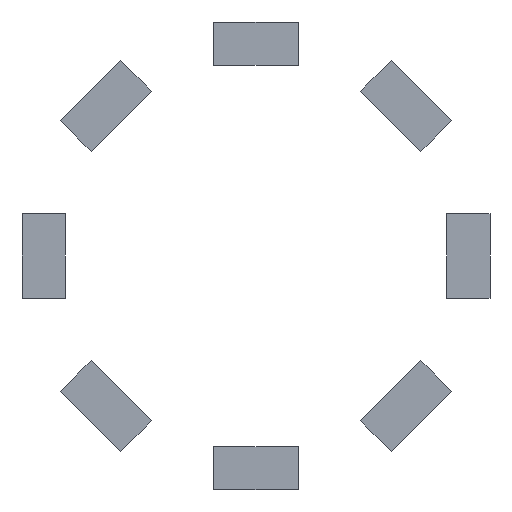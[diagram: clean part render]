
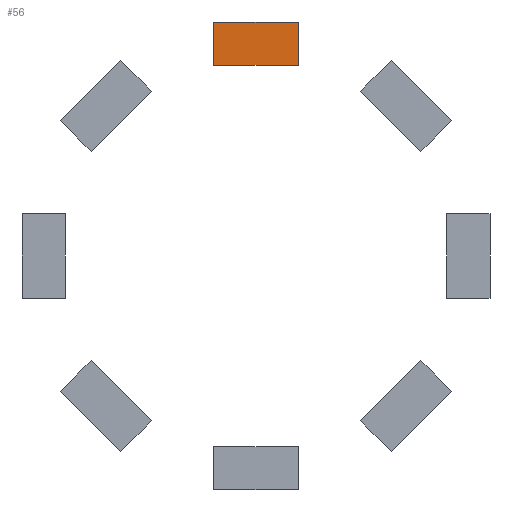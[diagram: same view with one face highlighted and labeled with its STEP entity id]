
A CAD part, top view. The second image highlights one B-rep face of the part: STEP entity #56.
In plain terms, the highlighted free-form (B-spline) face has degree [3, 3] with [4, 4] control points.
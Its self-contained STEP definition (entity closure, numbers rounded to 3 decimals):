
#56 = ADVANCED_FACE('',(#57),#71,.T.);
#57 = FACE_BOUND('',#58,.F.);
#58 = EDGE_LOOP('',(#59,#93,#112,#130));
#59 = ORIENTED_EDGE('',*,*,#60,.T.);
#60 = EDGE_CURVE('',#61,#63,#65,.T.);
#61 = VERTEX_POINT('',#62);
#62 = CARTESIAN_POINT('',(-0.196,1.08,0.));
#63 = VERTEX_POINT('',#64);
#64 = CARTESIAN_POINT('',(0.196,1.08,0.));
#65 = SURFACE_CURVE('',#66,(#70),.PCURVE_S1.);
#66 = LINE('',#67,#68);
#67 = CARTESIAN_POINT('',(-0.196,1.08,0.));
#68 = VECTOR('',#69,1.);
#69 = DIRECTION('',(1.,0.,0.));
#70 = PCURVE('',#71,#88);
#71 = B_SPLINE_SURFACE_WITH_KNOTS('',3,3,(
    (#72,#73,#74,#75)
    ,(#76,#77,#78,#79)
    ,(#80,#81,#82,#83)
    ,(#84,#85,#86,#87
    )),.UNSPECIFIED.,.F.,.F.,.F.,(4,4),(4,4),(-0.216,0.216),(-0.11,
    0.11),.PIECEWISE_BEZIER_KNOTS.);
#72 = CARTESIAN_POINT('',(-0.216,0.87,0.));
#73 = CARTESIAN_POINT('',(-0.216,0.943,0.));
#74 = CARTESIAN_POINT('',(-0.216,1.017,0.));
#75 = CARTESIAN_POINT('',(-0.216,1.09,0.));
#76 = CARTESIAN_POINT('',(-0.072,0.87,0.));
#77 = CARTESIAN_POINT('',(-0.072,0.943,0.));
#78 = CARTESIAN_POINT('',(-0.072,1.017,0.));
#79 = CARTESIAN_POINT('',(-0.072,1.09,0.));
#80 = CARTESIAN_POINT('',(0.072,0.87,0.));
#81 = CARTESIAN_POINT('',(0.072,0.943,0.));
#82 = CARTESIAN_POINT('',(0.072,1.017,0.));
#83 = CARTESIAN_POINT('',(0.072,1.09,0.));
#84 = CARTESIAN_POINT('',(0.216,0.87,0.));
#85 = CARTESIAN_POINT('',(0.216,0.943,0.));
#86 = CARTESIAN_POINT('',(0.216,1.017,0.));
#87 = CARTESIAN_POINT('',(0.216,1.09,0.));
#88 = DEFINITIONAL_REPRESENTATION('',(#89),#92);
#89 = B_SPLINE_CURVE_WITH_KNOTS('',1,(#90,#91),.UNSPECIFIED.,.F.,.F.,(2,
    2),(0.,0.392),.PIECEWISE_BEZIER_KNOTS.);
#90 = CARTESIAN_POINT('',(-0.196,0.1));
#91 = CARTESIAN_POINT('',(0.196,0.1));
#92 = ( GEOMETRIC_REPRESENTATION_CONTEXT(2) 
PARAMETRIC_REPRESENTATION_CONTEXT() REPRESENTATION_CONTEXT('2D SPACE',''
  ) );
#93 = ORIENTED_EDGE('',*,*,#94,.T.);
#94 = EDGE_CURVE('',#63,#95,#97,.T.);
#95 = VERTEX_POINT('',#96);
#96 = CARTESIAN_POINT('',(0.196,0.88,0.));
#97 = SURFACE_CURVE('',#98,(#102),.PCURVE_S1.);
#98 = LINE('',#99,#100);
#99 = CARTESIAN_POINT('',(0.196,1.08,0.));
#100 = VECTOR('',#101,1.);
#101 = DIRECTION('',(0.,-1.,0.));
#102 = PCURVE('',#71,#103);
#103 = DEFINITIONAL_REPRESENTATION('',(#104),#111);
#104 = B_SPLINE_CURVE_WITH_KNOTS('',5,(#105,#106,#107,#108,#109,#110),
  .UNSPECIFIED.,.F.,.F.,(6,6),(0.,0.2),.PIECEWISE_BEZIER_KNOTS.);
#105 = CARTESIAN_POINT('',(0.196,0.1));
#106 = CARTESIAN_POINT('',(0.196,0.06));
#107 = CARTESIAN_POINT('',(0.196,0.02));
#108 = CARTESIAN_POINT('',(0.196,-0.02));
#109 = CARTESIAN_POINT('',(0.196,-0.06));
#110 = CARTESIAN_POINT('',(0.196,-0.1));
#111 = ( GEOMETRIC_REPRESENTATION_CONTEXT(2) 
PARAMETRIC_REPRESENTATION_CONTEXT() REPRESENTATION_CONTEXT('2D SPACE',''
  ) );
#112 = ORIENTED_EDGE('',*,*,#113,.T.);
#113 = EDGE_CURVE('',#95,#114,#116,.T.);
#114 = VERTEX_POINT('',#115);
#115 = CARTESIAN_POINT('',(-0.196,0.88,0.));
#116 = SURFACE_CURVE('',#117,(#121),.PCURVE_S1.);
#117 = LINE('',#118,#119);
#118 = CARTESIAN_POINT('',(0.196,0.88,0.));
#119 = VECTOR('',#120,1.);
#120 = DIRECTION('',(-1.,0.,0.));
#121 = PCURVE('',#71,#122);
#122 = DEFINITIONAL_REPRESENTATION('',(#123),#129);
#123 = B_SPLINE_CURVE_WITH_KNOTS('',4,(#124,#125,#126,#127,#128),
  .UNSPECIFIED.,.F.,.F.,(5,5),(0.,0.392),.PIECEWISE_BEZIER_KNOTS.);
#124 = CARTESIAN_POINT('',(0.196,-0.1));
#125 = CARTESIAN_POINT('',(0.098,-0.1));
#126 = CARTESIAN_POINT('',(0.,-0.1));
#127 = CARTESIAN_POINT('',(-0.098,-0.1));
#128 = CARTESIAN_POINT('',(-0.196,-0.1));
#129 = ( GEOMETRIC_REPRESENTATION_CONTEXT(2) 
PARAMETRIC_REPRESENTATION_CONTEXT() REPRESENTATION_CONTEXT('2D SPACE',''
  ) );
#130 = ORIENTED_EDGE('',*,*,#131,.T.);
#131 = EDGE_CURVE('',#114,#61,#132,.T.);
#132 = SURFACE_CURVE('',#133,(#137),.PCURVE_S1.);
#133 = LINE('',#134,#135);
#134 = CARTESIAN_POINT('',(-0.196,0.88,0.));
#135 = VECTOR('',#136,1.);
#136 = DIRECTION('',(0.,1.,0.));
#137 = PCURVE('',#71,#138);
#138 = DEFINITIONAL_REPRESENTATION('',(#139),#162);
#139 = B_SPLINE_CURVE_WITH_KNOTS('',11,(#140,#141,#142,#143,#144,#145,
    #146,#147,#148,#149,#150,#151,#152,#153,#154,#155,#156,#157,#158,
    #159,#160,#161),.UNSPECIFIED.,.F.,.F.,(12,10,12),(0.,0.1,0.2),
  .UNSPECIFIED.);
#140 = CARTESIAN_POINT('',(-0.196,-0.1));
#141 = CARTESIAN_POINT('',(-0.196,-0.091));
#142 = CARTESIAN_POINT('',(-0.196,-0.082));
#143 = CARTESIAN_POINT('',(-0.196,-0.073));
#144 = CARTESIAN_POINT('',(-0.196,-0.064));
#145 = CARTESIAN_POINT('',(-0.196,-0.055));
#146 = CARTESIAN_POINT('',(-0.196,-0.045));
#147 = CARTESIAN_POINT('',(-0.196,-0.036));
#148 = CARTESIAN_POINT('',(-0.196,-0.027));
#149 = CARTESIAN_POINT('',(-0.196,-0.018));
#150 = CARTESIAN_POINT('',(-0.196,-0.009));
#151 = CARTESIAN_POINT('',(-0.196,0.009));
#152 = CARTESIAN_POINT('',(-0.196,0.018));
#153 = CARTESIAN_POINT('',(-0.196,0.027));
#154 = CARTESIAN_POINT('',(-0.196,0.036));
#155 = CARTESIAN_POINT('',(-0.196,0.045));
#156 = CARTESIAN_POINT('',(-0.196,0.055));
#157 = CARTESIAN_POINT('',(-0.196,0.064));
#158 = CARTESIAN_POINT('',(-0.196,0.073));
#159 = CARTESIAN_POINT('',(-0.196,0.082));
#160 = CARTESIAN_POINT('',(-0.196,0.091));
#161 = CARTESIAN_POINT('',(-0.196,0.1));
#162 = ( GEOMETRIC_REPRESENTATION_CONTEXT(2) 
PARAMETRIC_REPRESENTATION_CONTEXT() REPRESENTATION_CONTEXT('2D SPACE',''
  ) );
